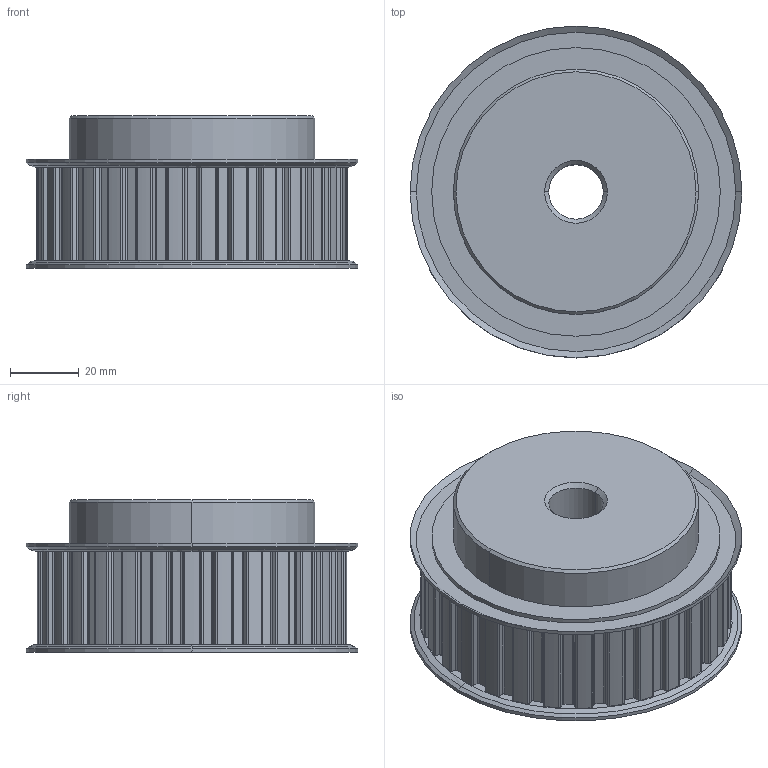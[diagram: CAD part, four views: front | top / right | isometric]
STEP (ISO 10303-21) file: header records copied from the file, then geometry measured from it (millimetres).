
FILE_DESCRIPTION (( 'STEP AP203' ), '1' );
FILE_NAME ('SPB30L100BF-625.STEP', '2020-10-19T11:17:06', ( '' ), ( '' ), 'SwSTEP 2.0', 'SolidWorks 2019', '' );
FILE_SCHEMA (( 'CONFIG_CONTROL_DESIGN' ));
Length unit declared in the file: inch
Products named in the file (1): SPB30L100BF-625
Bounding box: 96.52 x 96.52 x 44.45 mm (x, y, z)
Volume: 238436 mm3; surface area: 32531.3 mm2
Topology: 1 solids, 1 shells, 304 faces, 875 edges, 578 vertices
Faces by surface type: cylinder 187, plane 97, cone 16, bspline 4
Entity records: 10486 total; most frequent: CARTESIAN_POINT 2058, DIRECTION 1871, ORIENTED_EDGE 1750, EDGE_CURVE 875, AXIS2_PLACEMENT_3D 699, VERTEX_POINT 578, VECTOR 473, LINE 473
